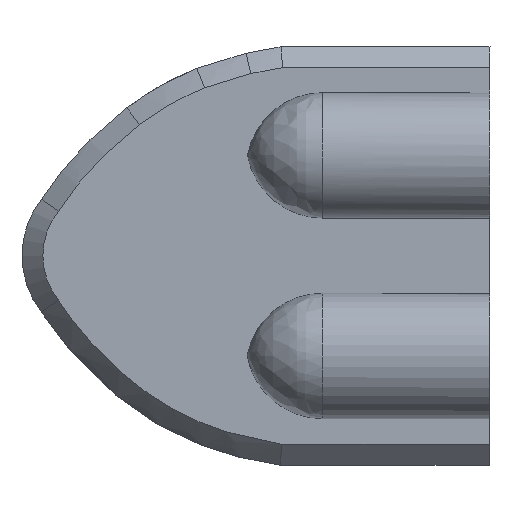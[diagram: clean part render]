
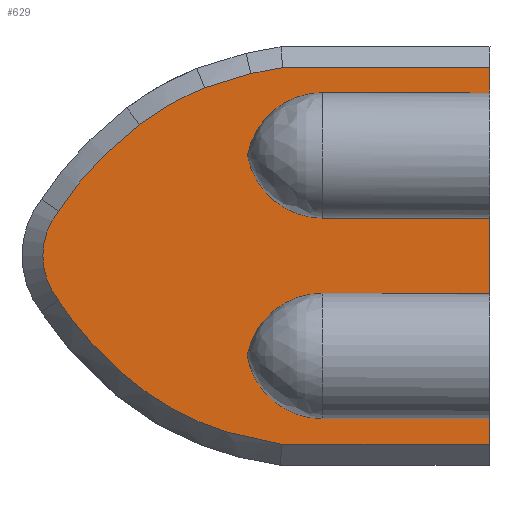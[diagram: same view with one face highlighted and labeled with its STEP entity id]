
A CAD part, front view. The second image highlights one B-rep face of the part: STEP entity #629.
In plain terms, the highlighted planar face has unit normal (0, -1, 0).
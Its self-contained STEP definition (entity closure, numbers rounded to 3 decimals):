
#42=B_SPLINE_CURVE_WITH_KNOTS('',3,(#945,#946,#947,#948,#949,#950,#951,
#952,#953,#954,#955),.UNSPECIFIED.,.F.,.F.,(4,1,1,1,1,3,4),(-0.996,
-0.714,-0.571,-0.429,-0.286,
0.,0.007),.UNSPECIFIED.);
#47=B_SPLINE_CURVE_WITH_KNOTS('',3,(#1006,#1007,#1008,#1009),
 .UNSPECIFIED.,.F.,.F.,(4,4),(0.901,0.996),
 .UNSPECIFIED.);
#49=B_SPLINE_CURVE_WITH_KNOTS('',3,(#1036,#1037,#1038,#1039),
 .UNSPECIFIED.,.F.,.F.,(4,4),(0.75,0.901),
 .UNSPECIFIED.);
#51=B_SPLINE_CURVE_WITH_KNOTS('',3,(#1075,#1076,#1077,#1078,#1079,#1080,
#1081),.UNSPECIFIED.,.F.,.F.,(4,3,4),(0.5,0.75,0.75),
 .UNSPECIFIED.);
#53=B_SPLINE_CURVE_WITH_KNOTS('',3,(#1125,#1126,#1127,#1128,#1129,#1130,
#1131,#1132,#1133),.UNSPECIFIED.,.F.,.F.,(4,3,1,1,4),(-0.007,
0.,0.214,0.286,0.5),
 .UNSPECIFIED.);
#65=PLANE('',#685);
#97=FACE_OUTER_BOUND('',#139,.T.);
#139=EDGE_LOOP('',(#512,#513,#514,#515,#516,#517,#518,#519,#520,#521,#522,
#523,#524,#525,#526,#527,#528,#529,#530,#531));
#167=LINE('',#883,#210);
#171=LINE('',#1142,#214);
#181=LINE('',#1278,#224);
#182=LINE('',#1282,#225);
#183=LINE('',#1285,#226);
#191=LINE('',#1385,#234);
#192=LINE('',#1386,#235);
#193=LINE('',#1388,#236);
#194=LINE('',#1390,#237);
#195=LINE('',#1395,#238);
#210=VECTOR('',#734,10.);
#214=VECTOR('',#744,10.);
#224=VECTOR('',#758,10.);
#225=VECTOR('',#761,10.);
#226=VECTOR('',#764,10.);
#234=VECTOR('',#792,10.);
#235=VECTOR('',#793,10.);
#236=VECTOR('',#794,10.);
#237=VECTOR('',#795,10.);
#238=VECTOR('',#800,10.);
#252=CIRCLE('',#670,8.5);
#258=CIRCLE('',#680,9.147);
#259=CIRCLE('',#681,9.147);
#261=CIRCLE('',#686,9.147);
#262=CIRCLE('',#687,9.147);
#279=VERTEX_POINT('',#880);
#280=VERTEX_POINT('',#882);
#281=VERTEX_POINT('',#944);
#282=VERTEX_POINT('',#972);
#285=VERTEX_POINT('',#1003);
#286=VERTEX_POINT('',#1005);
#288=VERTEX_POINT('',#1034);
#290=VERTEX_POINT('',#1073);
#291=VERTEX_POINT('',#1141);
#298=VERTEX_POINT('',#1277);
#299=VERTEX_POINT('',#1279);
#300=VERTEX_POINT('',#1281);
#301=VERTEX_POINT('',#1283);
#310=VERTEX_POINT('',#1371);
#311=VERTEX_POINT('',#1372);
#312=VERTEX_POINT('',#1374);
#314=VERTEX_POINT('',#1387);
#315=VERTEX_POINT('',#1389);
#316=VERTEX_POINT('',#1391);
#317=VERTEX_POINT('',#1393);
#338=EDGE_CURVE('',#279,#280,#167,.T.);
#340=EDGE_CURVE('',#280,#281,#42,.T.);
#343=EDGE_CURVE('',#281,#282,#252,.T.);
#347=EDGE_CURVE('',#285,#286,#47,.T.);
#350=EDGE_CURVE('',#288,#285,#49,.T.);
#353=EDGE_CURVE('',#290,#288,#51,.T.);
#355=EDGE_CURVE('',#282,#290,#53,.T.);
#357=EDGE_CURVE('',#286,#291,#171,.T.);
#370=EDGE_CURVE('',#298,#291,#181,.T.);
#372=EDGE_CURVE('',#300,#299,#182,.T.);
#374=EDGE_CURVE('',#279,#301,#183,.T.);
#386=EDGE_CURVE('',#312,#311,#258,.T.);
#387=EDGE_CURVE('',#310,#312,#259,.T.);
#392=EDGE_CURVE('',#301,#310,#191,.T.);
#393=EDGE_CURVE('',#311,#300,#192,.T.);
#394=EDGE_CURVE('',#299,#314,#193,.T.);
#395=EDGE_CURVE('',#314,#315,#194,.T.);
#396=EDGE_CURVE('',#315,#316,#261,.T.);
#397=EDGE_CURVE('',#316,#317,#262,.T.);
#398=EDGE_CURVE('',#317,#298,#195,.T.);
#512=ORIENTED_EDGE('',*,*,#338,.F.);
#513=ORIENTED_EDGE('',*,*,#374,.T.);
#514=ORIENTED_EDGE('',*,*,#392,.T.);
#515=ORIENTED_EDGE('',*,*,#387,.T.);
#516=ORIENTED_EDGE('',*,*,#386,.T.);
#517=ORIENTED_EDGE('',*,*,#393,.T.);
#518=ORIENTED_EDGE('',*,*,#372,.T.);
#519=ORIENTED_EDGE('',*,*,#394,.T.);
#520=ORIENTED_EDGE('',*,*,#395,.T.);
#521=ORIENTED_EDGE('',*,*,#396,.T.);
#522=ORIENTED_EDGE('',*,*,#397,.T.);
#523=ORIENTED_EDGE('',*,*,#398,.T.);
#524=ORIENTED_EDGE('',*,*,#370,.T.);
#525=ORIENTED_EDGE('',*,*,#357,.F.);
#526=ORIENTED_EDGE('',*,*,#347,.F.);
#527=ORIENTED_EDGE('',*,*,#350,.F.);
#528=ORIENTED_EDGE('',*,*,#353,.F.);
#529=ORIENTED_EDGE('',*,*,#355,.F.);
#530=ORIENTED_EDGE('',*,*,#343,.F.);
#531=ORIENTED_EDGE('',*,*,#340,.F.);
#629=ADVANCED_FACE('',(#97),#65,.T.);
#670=AXIS2_PLACEMENT_3D('',#973,#737,#738);
#680=AXIS2_PLACEMENT_3D('',#1375,#777,#778);
#681=AXIS2_PLACEMENT_3D('',#1376,#779,#780);
#685=AXIS2_PLACEMENT_3D('',#1384,#790,#791);
#686=AXIS2_PLACEMENT_3D('',#1392,#796,#797);
#687=AXIS2_PLACEMENT_3D('',#1394,#798,#799);
#734=DIRECTION('',(-1.,0.,0.));
#737=DIRECTION('center_axis',(0.,1.,0.));
#738=DIRECTION('ref_axis',(-1.,0.,0.));
#744=DIRECTION('',(1.,0.,0.));
#758=DIRECTION('',(0.002,0.,1.));
#761=DIRECTION('',(0.002,0.,1.));
#764=DIRECTION('',(0.002,0.,1.));
#777=DIRECTION('center_axis',(0.,1.,0.));
#778=DIRECTION('ref_axis',(0.003,0.,1.));
#779=DIRECTION('center_axis',(0.,1.,0.));
#780=DIRECTION('ref_axis',(-0.003,0.,-1.));
#790=DIRECTION('center_axis',(0.,-1.,0.));
#791=DIRECTION('ref_axis',(1.,0.,0.));
#792=DIRECTION('',(-1.,0.,0.002));
#793=DIRECTION('',(1.,0.,-0.002));
#794=DIRECTION('',(-1.,0.,0.002));
#795=DIRECTION('',(0.002,0.,1.));
#796=DIRECTION('center_axis',(0.,1.,0.));
#797=DIRECTION('ref_axis',(0.,0.,-1.));
#798=DIRECTION('center_axis',(0.,1.,0.));
#799=DIRECTION('ref_axis',(0.,0.,1.));
#800=DIRECTION('',(1.,0.,-0.002));
#880=CARTESIAN_POINT('',(44.913,-19.,-22.573));
#882=CARTESIAN_POINT('',(20.089,-19.,-22.573));
#883=CARTESIAN_POINT('',(18.454,-19.,-22.573));
#944=CARTESIAN_POINT('',(-6.646,-19.,-5.299));
#945=CARTESIAN_POINT('Ctrl Pts',(20.089,-19.,-22.573));
#946=CARTESIAN_POINT('Ctrl Pts',(16.218,-19.,-22.004));
#947=CARTESIAN_POINT('Ctrl Pts',(10.898,-19.,-20.51));
#948=CARTESIAN_POINT('Ctrl Pts',(4.935,-19.,-17.228));
#949=CARTESIAN_POINT('Ctrl Pts',(1.007,-19.,-14.217));
#950=CARTESIAN_POINT('Ctrl Pts',(-3.388,-19.,-9.921));
#951=CARTESIAN_POINT('Ctrl Pts',(-5.592,-19.,-7.025));
#952=CARTESIAN_POINT('Ctrl Pts',(-6.57,-19.,-5.423));
#953=CARTESIAN_POINT('Ctrl Pts',(-6.596,-19.,-5.382));
#954=CARTESIAN_POINT('Ctrl Pts',(-6.621,-19.,-5.34));
#955=CARTESIAN_POINT('Ctrl Pts',(-6.646,-19.,-5.299));
#972=CARTESIAN_POINT('',(-6.627,-19.,5.323));
#973=CARTESIAN_POINT('Origin',(0.,-19.,0.));
#1003=CARTESIAN_POINT('',(16.378,-19.,21.795));
#1005=CARTESIAN_POINT('',(20.176,-19.,22.5));
#1006=CARTESIAN_POINT('Ctrl Pts',(16.378,-19.,21.795));
#1007=CARTESIAN_POINT('Ctrl Pts',(17.604,-19.,22.078));
#1008=CARTESIAN_POINT('Ctrl Pts',(18.871,-19.,22.313));
#1009=CARTESIAN_POINT('Ctrl Pts',(20.176,-19.,22.5));
#1034=CARTESIAN_POINT('',(10.835,-19.,20.079));
#1036=CARTESIAN_POINT('Ctrl Pts',(10.835,-19.,20.079));
#1037=CARTESIAN_POINT('Ctrl Pts',(12.577,-19.,20.773));
#1038=CARTESIAN_POINT('Ctrl Pts',(14.426,-19.,21.345));
#1039=CARTESIAN_POINT('Ctrl Pts',(16.378,-19.,21.795));
#1073=CARTESIAN_POINT('',(3.053,-19.,15.694));
#1075=CARTESIAN_POINT('Ctrl Pts',(3.053,-19.,15.694));
#1076=CARTESIAN_POINT('Ctrl Pts',(5.337,-19.,17.412));
#1077=CARTESIAN_POINT('Ctrl Pts',(7.954,-19.,18.931));
#1078=CARTESIAN_POINT('Ctrl Pts',(10.829,-19.,20.077));
#1079=CARTESIAN_POINT('Ctrl Pts',(10.831,-19.,20.078));
#1080=CARTESIAN_POINT('Ctrl Pts',(10.833,-19.,20.079));
#1081=CARTESIAN_POINT('Ctrl Pts',(10.835,-19.,20.079));
#1125=CARTESIAN_POINT('Ctrl Pts',(-6.627,-19.,5.323));
#1126=CARTESIAN_POINT('Ctrl Pts',(-6.601,-19.,5.364));
#1127=CARTESIAN_POINT('Ctrl Pts',(-6.576,-19.,5.406));
#1128=CARTESIAN_POINT('Ctrl Pts',(-6.55,-19.,5.447));
#1129=CARTESIAN_POINT('Ctrl Pts',(-5.812,-19.,6.646));
#1130=CARTESIAN_POINT('Ctrl Pts',(-4.461,-19.,8.48));
#1131=CARTESIAN_POINT('Ctrl Pts',(-1.235,-19.,12.053));
#1132=CARTESIAN_POINT('Ctrl Pts',(1.087,-19.,14.215));
#1133=CARTESIAN_POINT('Ctrl Pts',(3.053,-19.,15.694));
#1141=CARTESIAN_POINT('',(44.995,-19.,22.5));
#1142=CARTESIAN_POINT('',(31.,-19.,22.5));
#1277=CARTESIAN_POINT('',(44.99,-19.,19.464));
#1278=CARTESIAN_POINT('',(44.909,-19.,-25.073));
#1279=CARTESIAN_POINT('',(44.963,-19.,4.464));
#1281=CARTESIAN_POINT('',(44.946,-19.,-4.536));
#1282=CARTESIAN_POINT('',(44.909,-19.,-25.073));
#1283=CARTESIAN_POINT('',(44.919,-19.,-19.536));
#1285=CARTESIAN_POINT('',(44.909,-19.,-25.073));
#1371=CARTESIAN_POINT('',(24.919,-19.,-19.5));
#1372=CARTESIAN_POINT('',(24.946,-19.,-4.5));
#1374=CARTESIAN_POINT('',(15.933,-19.,-11.97));
#1375=CARTESIAN_POINT('Origin',(24.925,-19.,-13.647));
#1376=CARTESIAN_POINT('Origin',(24.936,-19.,-10.353));
#1384=CARTESIAN_POINT('Origin',(17.,-19.,-0.036));
#1385=CARTESIAN_POINT('',(44.919,-19.,-19.536));
#1386=CARTESIAN_POINT('',(44.946,-19.,-4.536));
#1387=CARTESIAN_POINT('',(24.963,-19.,4.5));
#1388=CARTESIAN_POINT('',(44.963,-19.,4.464));
#1389=CARTESIAN_POINT('',(24.963,-19.,4.507));
#1390=CARTESIAN_POINT('',(24.965,-19.,5.975));
#1391=CARTESIAN_POINT('',(15.976,-19.,12.004));
#1392=CARTESIAN_POINT('Origin',(24.973,-19.,13.655));
#1393=CARTESIAN_POINT('',(24.99,-19.,19.5));
#1394=CARTESIAN_POINT('Origin',(24.973,-19.,10.353));
#1395=CARTESIAN_POINT('',(44.99,-19.,19.464));
